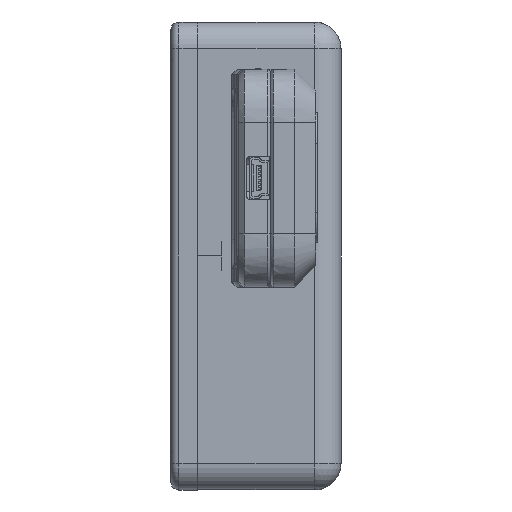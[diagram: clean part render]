
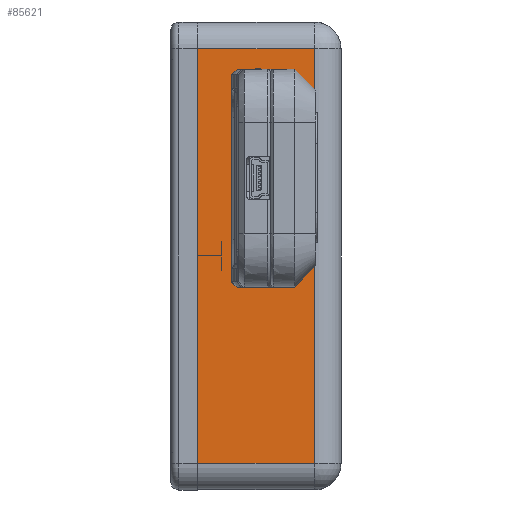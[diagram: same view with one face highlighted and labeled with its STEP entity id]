
A CAD part, left-side view. The second image highlights one B-rep face of the part: STEP entity #85621.
In plain terms, the highlighted planar face has unit normal (-1, 0, 0).
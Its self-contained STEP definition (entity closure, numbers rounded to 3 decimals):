
#3707 = EDGE_LOOP ( 'NONE', ( #179044, #16366, #231012, #66941 ) ) ;
#4292 = FACE_OUTER_BOUND ( 'NONE', #3707, .T. ) ;
#5319 = EDGE_CURVE ( 'NONE', #20997, #93873, #218984, .T. ) ;
#11137 = DIRECTION ( 'NONE',  ( -1., 0., 0. ) ) ;
#12029 = DIRECTION ( 'NONE',  ( 0., 0., 1. ) ) ;
#16366 = ORIENTED_EDGE ( 'NONE', *, *, #247286, .T. ) ;
#17426 = DIRECTION ( 'NONE',  ( -1., 0., 0. ) ) ;
#19052 = VERTEX_POINT ( 'NONE', #257877 ) ;
#20997 = VERTEX_POINT ( 'NONE', #202792 ) ;
#26119 = DIRECTION ( 'NONE',  ( 0., 0., 1. ) ) ;
#32331 = ORIENTED_EDGE ( 'NONE', *, *, #5319, .F. ) ;
#35486 = DIRECTION ( 'NONE',  ( -1., 0., 0. ) ) ;
#36401 = PLANE ( 'NONE',  #273880 ) ;
#46649 = EDGE_CURVE ( 'NONE', #19052, #123721, #121929, .T. ) ;
#56220 = VERTEX_POINT ( 'NONE', #267741 ) ;
#66941 = ORIENTED_EDGE ( 'NONE', *, *, #46649, .F. ) ;
#70591 = FACE_BOUND ( 'NONE', #81367, .T. ) ;
#71191 = AXIS2_PLACEMENT_3D ( 'NONE', #243358, #11137, #261975 ) ;
#79291 = CARTESIAN_POINT ( 'NONE',  ( -49.168, -22.25, -117.5 ) ) ;
#81367 = EDGE_LOOP ( 'NONE', ( #269460, #32331 ) ) ;
#82353 = CIRCLE ( 'NONE', #71191, 2.553 ) ;
#84199 = EDGE_CURVE ( 'NONE', #93873, #20997, #82353, .T. ) ;
#85621 = ADVANCED_FACE ( 'NONE', ( #70591, #4292 ), #36401, .T. ) ;
#93873 = VERTEX_POINT ( 'NONE', #254275 ) ;
#101910 = CARTESIAN_POINT ( 'NONE',  ( -49.168, -35., -176.5 ) ) ;
#114479 = CARTESIAN_POINT ( 'NONE',  ( -49.168, -30., -176.5 ) ) ;
#116436 = EDGE_CURVE ( 'NONE', #19052, #144010, #270496, .T. ) ;
#118456 = VECTOR ( 'NONE', #26119, 1000. ) ;
#121929 = LINE ( 'NONE', #195349, #118456 ) ;
#123721 = VERTEX_POINT ( 'NONE', #189018 ) ;
#133794 = CARTESIAN_POINT ( 'NONE',  ( -49.168, -35., -98.5 ) ) ;
#144010 = VERTEX_POINT ( 'NONE', #114479 ) ;
#155400 = EDGE_CURVE ( 'NONE', #56220, #123721, #239643, .T. ) ;
#161854 = VECTOR ( 'NONE', #12029, 1000. ) ;
#165737 = DIRECTION ( 'NONE',  ( 0., 0., 1. ) ) ;
#168905 = AXIS2_PLACEMENT_3D ( 'NONE', #79291, #17426, #272730 ) ;
#179044 = ORIENTED_EDGE ( 'NONE', *, *, #116436, .T. ) ;
#183204 = VECTOR ( 'NONE', #237674, 1000. ) ;
#186170 = CARTESIAN_POINT ( 'NONE',  ( -49.168, -35., -181.5 ) ) ;
#189018 = CARTESIAN_POINT ( 'NONE',  ( -49.168, -8., -98.5 ) ) ;
#195349 = CARTESIAN_POINT ( 'NONE',  ( -49.168, -8., -181.5 ) ) ;
#202792 = CARTESIAN_POINT ( 'NONE',  ( -49.168, -24.803, -117.5 ) ) ;
#218984 = CIRCLE ( 'NONE', #168905, 2.553 ) ;
#225013 = LINE ( 'NONE', #247012, #161854 ) ;
#231012 = ORIENTED_EDGE ( 'NONE', *, *, #155400, .T. ) ;
#234198 = VECTOR ( 'NONE', #246501, 1000. ) ;
#237674 = DIRECTION ( 'NONE',  ( 0., 1., 0. ) ) ;
#239643 = LINE ( 'NONE', #133794, #183204 ) ;
#243358 = CARTESIAN_POINT ( 'NONE',  ( -49.168, -22.25, -117.5 ) ) ;
#246501 = DIRECTION ( 'NONE',  ( 0., -1., 0. ) ) ;
#247012 = CARTESIAN_POINT ( 'NONE',  ( -49.168, -30., -98.5 ) ) ;
#247286 = EDGE_CURVE ( 'NONE', #144010, #56220, #225013, .T. ) ;
#254275 = CARTESIAN_POINT ( 'NONE',  ( -49.168, -19.697, -117.5 ) ) ;
#257877 = CARTESIAN_POINT ( 'NONE',  ( -49.168, -8., -176.5 ) ) ;
#261975 = DIRECTION ( 'NONE',  ( 0., 1., 0. ) ) ;
#267741 = CARTESIAN_POINT ( 'NONE',  ( -49.168, -30., -98.5 ) ) ;
#269460 = ORIENTED_EDGE ( 'NONE', *, *, #84199, .F. ) ;
#270496 = LINE ( 'NONE', #101910, #234198 ) ;
#272730 = DIRECTION ( 'NONE',  ( 0., 1., 0. ) ) ;
#273880 = AXIS2_PLACEMENT_3D ( 'NONE', #186170, #35486, #165737 ) ;
